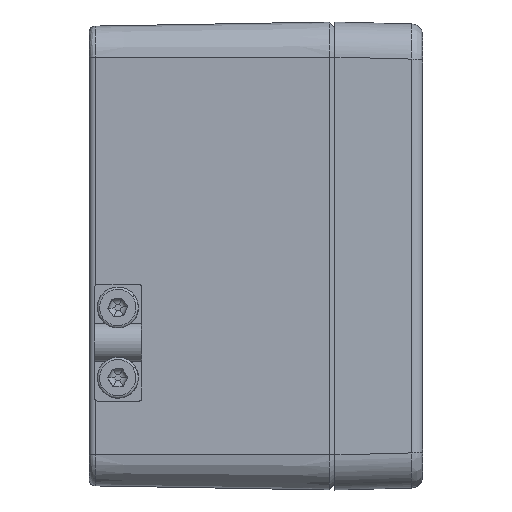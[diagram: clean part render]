
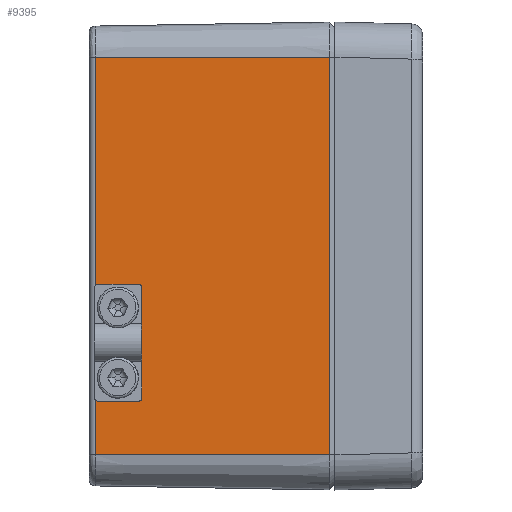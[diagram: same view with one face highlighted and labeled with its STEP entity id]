
A CAD part, left-side view. The second image highlights one B-rep face of the part: STEP entity #9395.
In plain terms, the highlighted planar face has unit normal (-1, 0.018, 0).
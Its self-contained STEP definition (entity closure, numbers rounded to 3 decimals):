
#43 = VERTEX_POINT('',#44);
#44 = CARTESIAN_POINT('',(-61.889,35.018,
    -14.801));
#50 = EDGE_CURVE('',#51,#43,#53,.T.);
#51 = VERTEX_POINT('',#52);
#52 = CARTESIAN_POINT('',(-61.854,37.018,
    -14.801));
#53 = CIRCLE('',#54,1.);
#54 = AXIS2_PLACEMENT_3D('',#55,#56,#57);
#55 = CARTESIAN_POINT('',(-61.871,36.018,
    -14.801));
#56 = DIRECTION('',(-1.,0.017,0.));
#57 = DIRECTION('',(-0.017,-1.,0.));
#85 = VERTEX_POINT('',#86);
#86 = CARTESIAN_POINT('',(-61.906,34.018,-8.801
    ));
#92 = EDGE_CURVE('',#93,#85,#95,.T.);
#93 = VERTEX_POINT('',#94);
#94 = CARTESIAN_POINT('',(-61.836,38.018,
    -8.801));
#95 = CIRCLE('',#96,2.);
#96 = AXIS2_PLACEMENT_3D('',#97,#98,#99);
#97 = CARTESIAN_POINT('',(-61.871,36.018,
    -8.801));
#98 = DIRECTION('',(-1.,0.017,0.));
#99 = DIRECTION('',(-0.017,-1.,0.));
#127 = VERTEX_POINT('',#128);
#128 = CARTESIAN_POINT('',(-61.906,34.018,
    -20.801));
#134 = EDGE_CURVE('',#135,#127,#137,.T.);
#135 = VERTEX_POINT('',#136);
#136 = CARTESIAN_POINT('',(-61.836,38.018,
    -20.801));
#137 = CIRCLE('',#138,2.);
#138 = AXIS2_PLACEMENT_3D('',#139,#140,#141);
#139 = CARTESIAN_POINT('',(-61.871,36.018,
    -20.801));
#140 = DIRECTION('',(-1.,0.017,0.));
#141 = DIRECTION('',(-0.017,-1.,0.));
#8920 = VERTEX_POINT('',#8921);
#8921 = CARTESIAN_POINT('',(-62.5,0.,34.));
#8944 = EDGE_CURVE('',#8920,#8945,#8947,.T.);
#8945 = VERTEX_POINT('',#8946);
#8946 = CARTESIAN_POINT('',(-62.5,0.,-34.));
#8947 = LINE('',#8948,#8949);
#8948 = CARTESIAN_POINT('',(-62.5,0.,0.));
#8949 = VECTOR('',#8950,1.);
#8950 = DIRECTION('',(-0.,-0.,-1.));
#9374 = EDGE_CURVE('',#8920,#9375,#9377,.T.);
#9375 = VERTEX_POINT('',#9376);
#9376 = CARTESIAN_POINT('',(-61.801,40.017,
    34.));
#9377 = LINE('',#9378,#9379);
#9378 = CARTESIAN_POINT('',(-62.151,20.009,34.)
  );
#9379 = VECTOR('',#9380,1.);
#9380 = DIRECTION('',(0.017,1.,
    0.));
#9395 = ADVANCED_FACE('',(#9396,#9406,#9416,#9426),#9444,.T.);
#9396 = FACE_BOUND('',#9397,.T.);
#9397 = EDGE_LOOP('',(#9398,#9405));
#9398 = ORIENTED_EDGE('',*,*,#9399,.F.);
#9399 = EDGE_CURVE('',#43,#51,#9400,.T.);
#9400 = CIRCLE('',#9401,1.);
#9401 = AXIS2_PLACEMENT_3D('',#9402,#9403,#9404);
#9402 = CARTESIAN_POINT('',(-61.871,36.018,
    -14.801));
#9403 = DIRECTION('',(-1.,0.017,0.));
#9404 = DIRECTION('',(-0.017,-1.,0.));
#9405 = ORIENTED_EDGE('',*,*,#50,.F.);
#9406 = FACE_BOUND('',#9407,.T.);
#9407 = EDGE_LOOP('',(#9408,#9415));
#9408 = ORIENTED_EDGE('',*,*,#9409,.F.);
#9409 = EDGE_CURVE('',#85,#93,#9410,.T.);
#9410 = CIRCLE('',#9411,2.);
#9411 = AXIS2_PLACEMENT_3D('',#9412,#9413,#9414);
#9412 = CARTESIAN_POINT('',(-61.871,36.018,
    -8.801));
#9413 = DIRECTION('',(-1.,0.017,0.));
#9414 = DIRECTION('',(-0.017,-1.,0.));
#9415 = ORIENTED_EDGE('',*,*,#92,.F.);
#9416 = FACE_BOUND('',#9417,.T.);
#9417 = EDGE_LOOP('',(#9418,#9425));
#9418 = ORIENTED_EDGE('',*,*,#9419,.F.);
#9419 = EDGE_CURVE('',#127,#135,#9420,.T.);
#9420 = CIRCLE('',#9421,2.);
#9421 = AXIS2_PLACEMENT_3D('',#9422,#9423,#9424);
#9422 = CARTESIAN_POINT('',(-61.871,36.018,
    -20.801));
#9423 = DIRECTION('',(-1.,0.017,0.));
#9424 = DIRECTION('',(-0.017,-1.,0.));
#9425 = ORIENTED_EDGE('',*,*,#134,.F.);
#9426 = FACE_BOUND('',#9427,.T.);
#9427 = EDGE_LOOP('',(#9428,#9429,#9437,#9443));
#9428 = ORIENTED_EDGE('',*,*,#9374,.T.);
#9429 = ORIENTED_EDGE('',*,*,#9430,.T.);
#9430 = EDGE_CURVE('',#9375,#9431,#9433,.T.);
#9431 = VERTEX_POINT('',#9432);
#9432 = CARTESIAN_POINT('',(-61.801,40.017,
    -34.));
#9433 = LINE('',#9434,#9435);
#9434 = CARTESIAN_POINT('',(-61.801,40.017,
    0.));
#9435 = VECTOR('',#9436,1.);
#9436 = DIRECTION('',(-0.,-0.,-1.));
#9437 = ORIENTED_EDGE('',*,*,#9438,.T.);
#9438 = EDGE_CURVE('',#9431,#8945,#9439,.T.);
#9439 = LINE('',#9440,#9441);
#9440 = CARTESIAN_POINT('',(-62.151,20.009,-34.));
#9441 = VECTOR('',#9442,1.);
#9442 = DIRECTION('',(-0.017,-1.,0.));
#9443 = ORIENTED_EDGE('',*,*,#8944,.F.);
#9444 = PLANE('',#9445);
#9445 = AXIS2_PLACEMENT_3D('',#9446,#9447,#9448);
#9446 = CARTESIAN_POINT('',(-61.801,40.017,-34.));
#9447 = DIRECTION('',(-1.,0.017,0.));
#9448 = DIRECTION('',(-0.017,-1.,0.));
